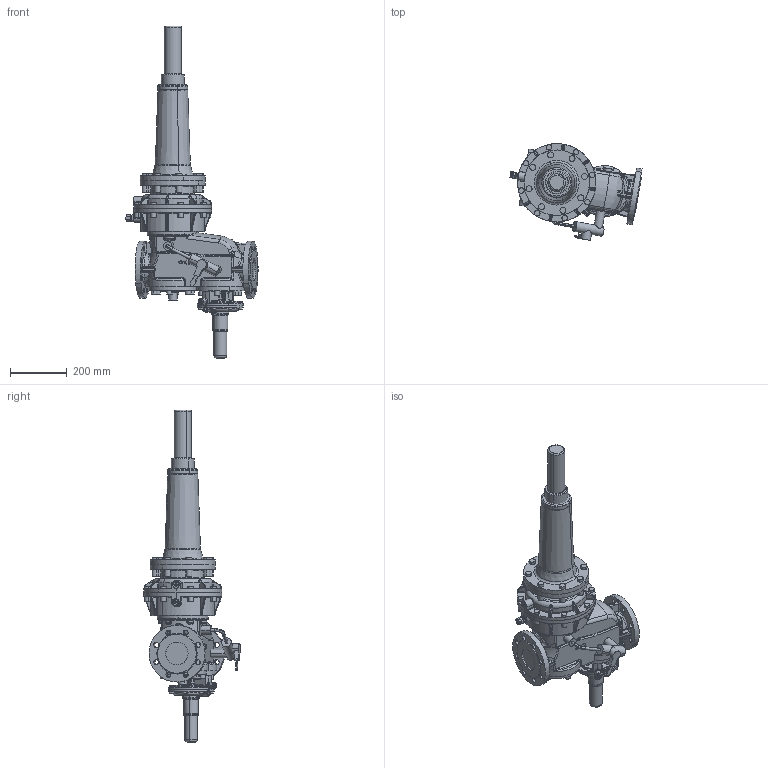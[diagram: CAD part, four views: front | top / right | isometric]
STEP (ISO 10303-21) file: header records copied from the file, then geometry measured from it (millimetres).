
FILE_DESCRIPTION(('CATIA V5 STEP'),'2;1');
FILE_NAME('RS 251 DN 080-275-HDS-links.stp','2014-03-31T06:06:20+00:00',('none'),('none'),'CATIA Version 5 Release 19 SP 9 (IN-10)','CATIA V5 STEP AP203 Edition 2','none');
FILE_SCHEMA(('AP203_CONFIGURATION_CONTROLLED_3D_DESIGN_OF_MECHANICAL_PARTS_AND_ASSEMBLIES_MIM_LF { 1 0 10303 403 2 1 2}'));
Products named in the file (3): Product1; RS 251 DN 080-275; HD-Spindel_AllCATPart
Assembly tree (2 placements, depth 2):
  Product1
    RS 251 DN 080-275
    HD-Spindel_AllCATPart
Bounding box: 464.67 x 339.96 x 1168 mm (x, y, z)
Volume: 24200630.8 mm3; surface area: 1053390.4 mm2
Topology: 2 solids, 21 shells, 2326 faces, 5567 edges, 3260 vertices
Faces by surface type: cylinder 842, torus 541, bspline 417, plane 368, cone 105, sphere 52, revolution 1
Entity records: 100954 total; most frequent: CARTESIAN_POINT 54483, ORIENTED_EDGE 10920, DIRECTION 6812, EDGE_CURVE 5460, AXIS2_PLACEMENT_3D 3943, VERTEX_POINT 3260, EDGE_LOOP 2450, CIRCLE 2380
